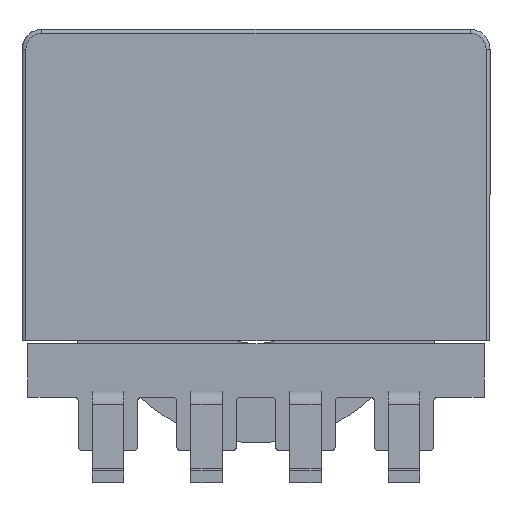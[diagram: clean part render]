
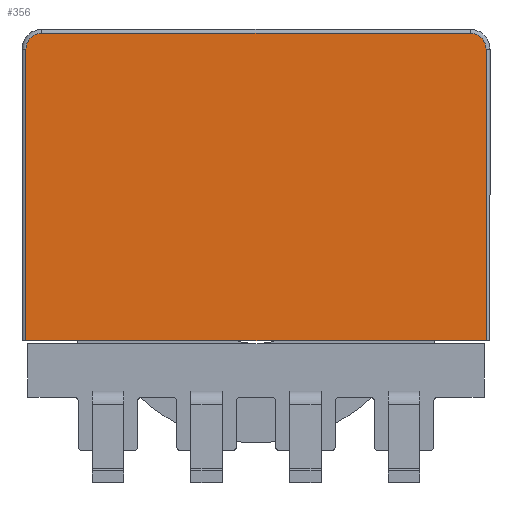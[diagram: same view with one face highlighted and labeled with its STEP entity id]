
A CAD part, front view. The second image highlights one B-rep face of the part: STEP entity #356.
In plain terms, the highlighted face is planar.
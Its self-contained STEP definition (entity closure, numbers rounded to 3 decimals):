
#356 = ADVANCED_FACE( '', ( #844 ), #845, .F. );
#844 = FACE_OUTER_BOUND( '', #1484, .T. );
#845 = PLANE( '', #1485 );
#1484 = EDGE_LOOP( '', ( #2317, #2318, #2319, #2320, #2321, #2322 ) );
#1485 = AXIS2_PLACEMENT_3D( '', #2323, #2324, #2325 );
#2317 = ORIENTED_EDGE( '', *, *, #4131, .T. );
#2318 = ORIENTED_EDGE( '', *, *, #3960, .T. );
#2319 = ORIENTED_EDGE( '', *, *, #4132, .T. );
#2320 = ORIENTED_EDGE( '', *, *, #4094, .T. );
#2321 = ORIENTED_EDGE( '', *, *, #4133, .T. );
#2322 = ORIENTED_EDGE( '', *, *, #4134, .T. );
#2323 = CARTESIAN_POINT( '', ( 5.9, 6.67, 7.85 ) );
#2324 = DIRECTION( '', ( 0., -1., 0. ) );
#2325 = DIRECTION( '', ( 0., 0., -1. ) );
#3960 = EDGE_CURVE( '', #4745, #4743, #4746, .F. );
#4094 = EDGE_CURVE( '', #4981, #4979, #4982, .F. );
#4131 = EDGE_CURVE( '', #5043, #4745, #5044, .T. );
#4132 = EDGE_CURVE( '', #4743, #4981, #5045, .F. );
#4133 = EDGE_CURVE( '', #4979, #5046, #5047, .F. );
#4134 = EDGE_CURVE( '', #5046, #5043, #5048, .T. );
#4743 = VERTEX_POINT( '', #5888 );
#4745 = VERTEX_POINT( '', #5890 );
#4746 = LINE( '', #5891, #5892 );
#4979 = VERTEX_POINT( '', #6202 );
#4981 = VERTEX_POINT( '', #6204 );
#4982 = LINE( '', #6205, #6206 );
#5043 = VERTEX_POINT( '', #6289 );
#5044 = LINE( '', #6290, #6291 );
#5045 = CIRCLE( '', #6292, 0.4 );
#5046 = VERTEX_POINT( '', #6293 );
#5047 = CIRCLE( '', #6294, 0.4 );
#5048 = LINE( '', #6295, #6296 );
#5888 = CARTESIAN_POINT( '', ( -5.8, 6.67, 7.35 ) );
#5890 = CARTESIAN_POINT( '', ( -5.8, 6.67, 0. ) );
#5891 = CARTESIAN_POINT( '', ( -5.8, 6.67, 7.85 ) );
#5892 = VECTOR( '', #7395, 1000. );
#6202 = CARTESIAN_POINT( '', ( 5.4, 6.67, 7.75 ) );
#6204 = CARTESIAN_POINT( '', ( -5.4, 6.67, 7.75 ) );
#6205 = CARTESIAN_POINT( '', ( 5.4, 6.67, 7.75 ) );
#6206 = VECTOR( '', #7566, 1000. );
#6289 = CARTESIAN_POINT( '', ( 5.8, 6.67, 0. ) );
#6290 = CARTESIAN_POINT( '', ( 5.9, 6.67, 0. ) );
#6291 = VECTOR( '', #7607, 1000. );
#6292 = AXIS2_PLACEMENT_3D( '', #7608, #7609, #7610 );
#6293 = CARTESIAN_POINT( '', ( 5.8, 6.67, 7.35 ) );
#6294 = AXIS2_PLACEMENT_3D( '', #7611, #7612, #7613 );
#6295 = CARTESIAN_POINT( '', ( 5.8, 6.67, 7.85 ) );
#6296 = VECTOR( '', #7614, 1000. );
#7395 = DIRECTION( '', ( 0., 0., -1. ) );
#7566 = DIRECTION( '', ( -1., 0., 0. ) );
#7607 = DIRECTION( '', ( -1., 0., 0. ) );
#7608 = CARTESIAN_POINT( '', ( -5.4, 6.67, 7.35 ) );
#7609 = DIRECTION( '', ( 0., -1., 0. ) );
#7610 = DIRECTION( '', ( 0., 0., -1. ) );
#7611 = CARTESIAN_POINT( '', ( 5.4, 6.67, 7.35 ) );
#7612 = DIRECTION( '', ( 0., -1., 0. ) );
#7613 = DIRECTION( '', ( 0., 0., -1. ) );
#7614 = DIRECTION( '', ( 0., 0., -1. ) );
